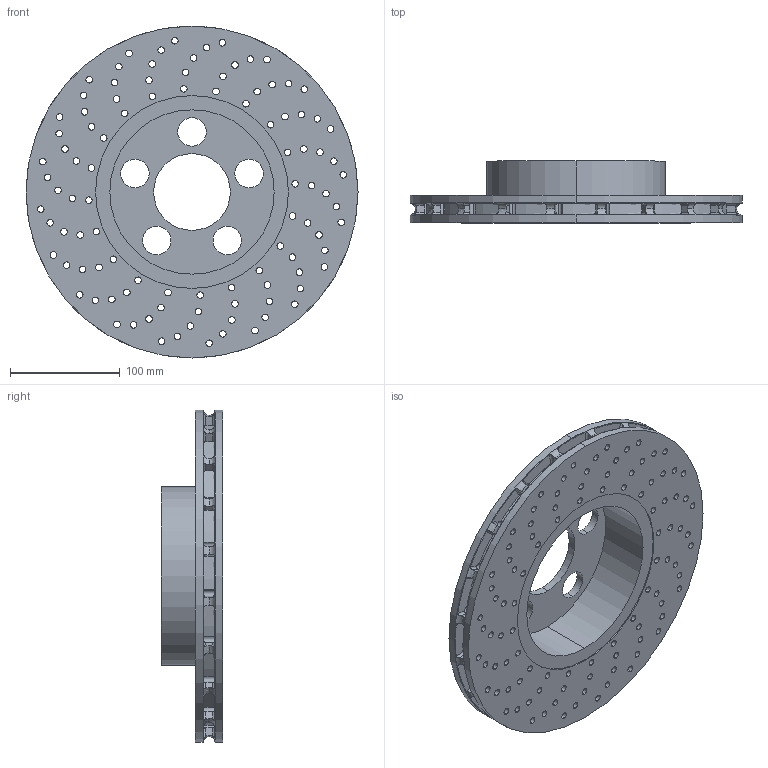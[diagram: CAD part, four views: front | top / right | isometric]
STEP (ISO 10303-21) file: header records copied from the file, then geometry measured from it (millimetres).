
FILE_DESCRIPTION (( 'STEP AP214' ), '1' );
FILE_NAME ('ÐIA TH?NG.STEP', '2022-11-11T02:43:10', ( 'Lenovo' ), ( '' ), 'SwSTEP 2.0', 'SolidWorks 2021', '' );
FILE_SCHEMA (( 'AUTOMOTIVE_DESIGN' ));
Length unit declared in the file: millimetre
Products named in the file (1): 粁A TH?NG
Bounding box: 303 x 56.33 x 303 mm (x, y, z)
Volume: 1321853.5 mm3; surface area: 273729.9 mm2
Topology: 1 solids, 1 shells, 414 faces, 1328 edges, 884 vertices
Faces by surface type: cylinder 324, plane 86, torus 4
Entity records: 17578 total; most frequent: CARTESIAN_POINT 4995, DIRECTION 2682, ORIENTED_EDGE 2656, EDGE_CURVE 1328, AXIS2_PLACEMENT_3D 1111, VERTEX_POINT 884, CIRCLE 696, EDGE_LOOP 634
